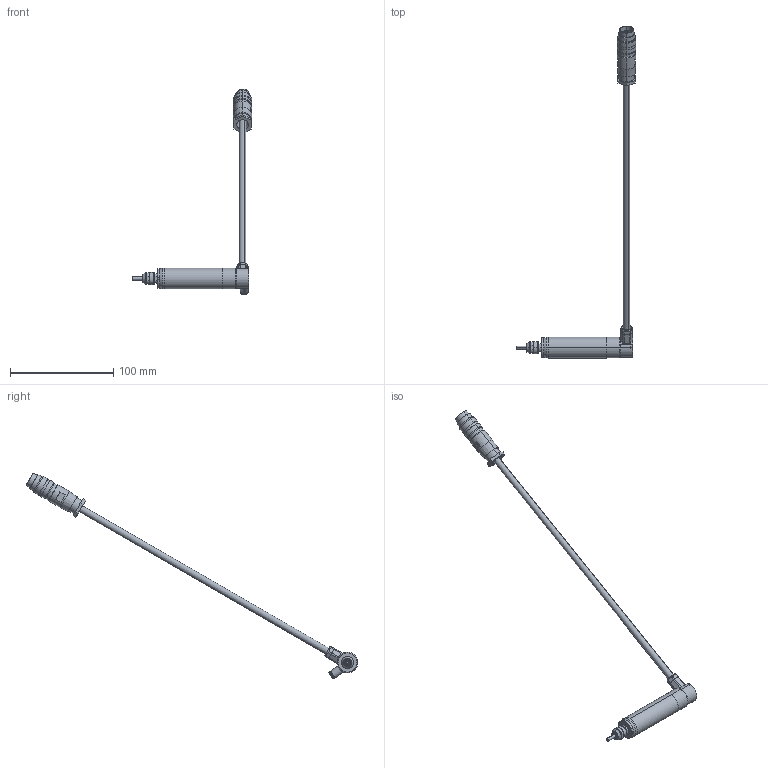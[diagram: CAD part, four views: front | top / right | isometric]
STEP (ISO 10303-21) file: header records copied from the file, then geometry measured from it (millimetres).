
FILE_DESCRIPTION (( 'STEP AP203' ), '1' );
FILE_NAME ('BM-320.STEP', '2016-07-28T23:47:03', ( '株式会社ナカニシ' ), ( '' ), 'SwSTEP 2.0', 'SolidWorks 2013', '' );
FILE_SCHEMA (( 'CONFIG_CONTROL_DESIGN' ));
Length unit declared in the file: millimetre
Products named in the file (1): BM-320
Bounding box: 116.02 x 320.77 x 198.92 mm (x, y, z)
Surface area: 19363.8 mm2 (no closed solid volume)
Topology: 0 solids, 17 shells, 283 faces, 724 edges, 462 vertices
Faces by surface type: cylinder 109, plane 87, cone 61, torus 26
Entity records: 8828 total; most frequent: CARTESIAN_POINT 1792, DIRECTION 1597, ORIENTED_EDGE 1278, EDGE_CURVE 724, AXIS2_PLACEMENT_3D 659, VERTEX_POINT 462, CIRCLE 375, EDGE_LOOP 325
